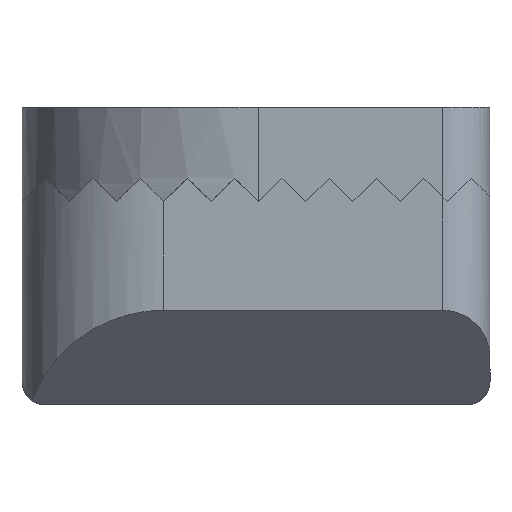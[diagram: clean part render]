
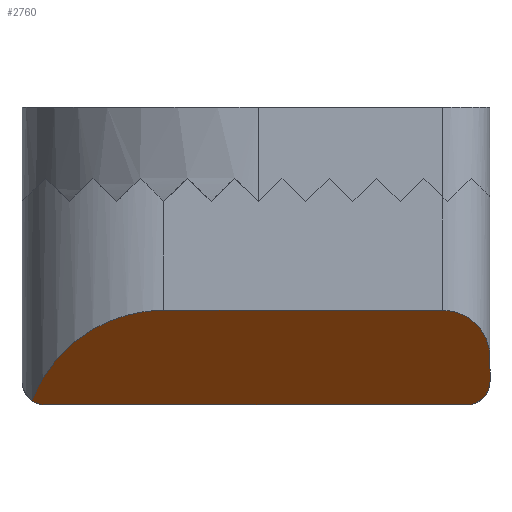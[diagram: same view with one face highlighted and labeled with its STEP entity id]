
A CAD part, left-side view. The second image highlights one B-rep face of the part: STEP entity #2760.
In plain terms, the highlighted face is planar.
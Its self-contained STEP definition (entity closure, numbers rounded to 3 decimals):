
#710=CARTESIAN_POINT('',(0.5,17.8,0.));
#720=VERTEX_POINT('',#710);
#750=CARTESIAN_POINT('',(0.5,18.3,0.5));
#760=DIRECTION('',(0.,-0.707,0.707));
#770=DIRECTION('',(0.,0.707,0.707));
#780=AXIS2_PLACEMENT_3D('',#750,#760,#770);
#790=ELLIPSE('',#780,0.707,0.5);
#800=CARTESIAN_POINT('',(0.,18.3,0.5));
#810=VERTEX_POINT('',#800);
#820=EDGE_CURVE('',#810,#720,#790,.T.);
#2190=CARTESIAN_POINT('',(3.95,18.8,1.));
#2200=DIRECTION('',(0.,-0.707,0.707));
#2210=DIRECTION('',(0.,0.707,0.707));
#2220=AXIS2_PLACEMENT_3D('',#2190,#2200,#2210);
#2230=PLANE('',#2220);
#2240=CARTESIAN_POINT('',(1.,18.8,1.));
#2250=DIRECTION('',(0.,-0.707,0.707));
#2260=DIRECTION('',(0.,0.707,0.707));
#2270=AXIS2_PLACEMENT_3D('',#2240,#2250,#2260);
#2280=ELLIPSE('',#2270,1.414,1.);
#2290=CARTESIAN_POINT('',(1.,19.8,2.));
#2300=VERTEX_POINT('',#2290);
#2310=CARTESIAN_POINT('',(0.,18.8,1.));
#2320=VERTEX_POINT('',#2310);
#2330=EDGE_CURVE('',#2300,#2320,#2280,.T.);
#2340=ORIENTED_EDGE('',*,*,#2330,.F.);
#2350=CARTESIAN_POINT('',(0.,17.8,0.));
#2360=DIRECTION('',(0.,-0.707,-0.707));
#2370=VECTOR('',#2360,1.);
#2380=LINE('',#2350,#2370);
#2390=EDGE_CURVE('',#2320,#810,#2380,.T.);
#2400=ORIENTED_EDGE('',*,*,#2390,.F.);
#2410=ORIENTED_EDGE('',*,*,#820,.F.);
#2420=CARTESIAN_POINT('',(3.95,17.8,0.));
#2430=DIRECTION('',(-1.,0.,0.));
#2440=VECTOR('',#2430,1.);
#2450=LINE('',#2420,#2440);
#2460=CARTESIAN_POINT('',(9.4,17.8,0.));
#2470=VERTEX_POINT('',#2460);
#2480=EDGE_CURVE('',#2470,#720,#2450,.T.);
#2490=ORIENTED_EDGE('',*,*,#2480,.T.);
#2500=CARTESIAN_POINT('',(9.4,18.3,0.5));
#2510=DIRECTION('',(0.,-0.707,0.707));
#2520=DIRECTION('',(0.,0.707,0.707));
#2530=AXIS2_PLACEMENT_3D('',#2500,#2510,#2520);
#2540=ELLIPSE('',#2530,0.707,0.5);
#2550=CARTESIAN_POINT('',(9.693,17.895,
0.095));
#2560=VERTEX_POINT('',#2550);
#2570=EDGE_CURVE('',#2470,#2560,#2540,.T.);
#2580=ORIENTED_EDGE('',*,*,#2570,.F.);
#2590=CARTESIAN_POINT('',(6.9,16.8,-1.));
#2600=DIRECTION('',(0.,-0.707,0.707));
#2610=DIRECTION('',(0.,0.707,0.707));
#2620=AXIS2_PLACEMENT_3D('',#2590,#2600,#2610);
#2630=ELLIPSE('',#2620,4.243,3.);
#2640=CARTESIAN_POINT('',(6.9,19.8,2.));
#2650=VERTEX_POINT('',#2640);
#2660=EDGE_CURVE('',#2560,#2650,#2630,.T.);
#2670=ORIENTED_EDGE('',*,*,#2660,.F.);
#2680=CARTESIAN_POINT('',(0.,19.8,2.));
#2690=DIRECTION('',(-1.,0.,0.));
#2700=VECTOR('',#2690,1.);
#2710=LINE('',#2680,#2700);
#2720=EDGE_CURVE('',#2650,#2300,#2710,.T.);
#2730=ORIENTED_EDGE('',*,*,#2720,.F.);
#2740=EDGE_LOOP('',(#2730,#2670,#2580,#2490,#2410,#2400,#2340));
#2750=FACE_OUTER_BOUND('',#2740,.T.);
#2760=ADVANCED_FACE('',(#2750),#2230,.F.);
